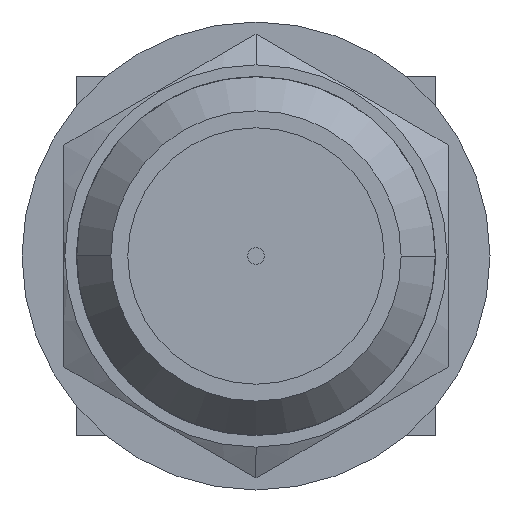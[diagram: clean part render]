
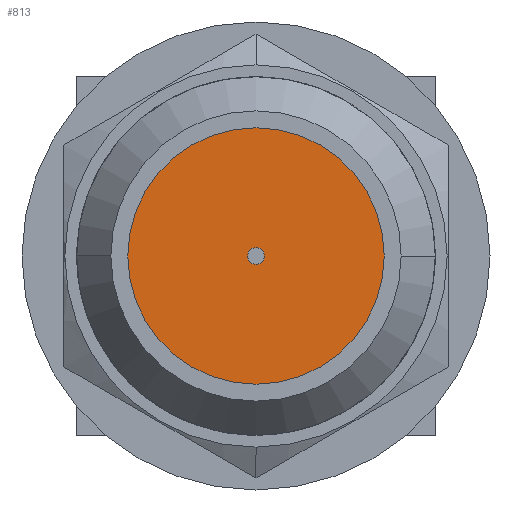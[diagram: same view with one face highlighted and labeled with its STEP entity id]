
A CAD part, left-side view. The second image highlights one B-rep face of the part: STEP entity #813.
In plain terms, the highlighted planar face has unit normal (-1, 0, 0).
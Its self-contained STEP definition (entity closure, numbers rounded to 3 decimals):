
#24 = CARTESIAN_POINT ( 'NONE',  ( -5.115, 0., 0. ) ) ;
#28 = CIRCLE ( 'NONE', #426, 0.15 ) ;
#413 = ORIENTED_EDGE ( 'NONE', *, *, #753, .T. ) ;
#426 = AXIS2_PLACEMENT_3D ( 'NONE', #820, #867, #1290 ) ;
#470 = DIRECTION ( 'NONE',  ( -1., 0., 0. ) ) ;
#498 = EDGE_CURVE ( 'NONE', #3805, #1442, #28, .T. ) ;
#588 = ORIENTED_EDGE ( 'NONE', *, *, #498, .F. ) ;
#651 = DIRECTION ( 'NONE',  ( 0., -1., 0. ) ) ;
#728 = AXIS2_PLACEMENT_3D ( 'NONE', #3604, #2918, #651 ) ;
#753 = EDGE_CURVE ( 'NONE', #1007, #3108, #1832, .T. ) ;
#788 = PLANE ( 'NONE',  #984 ) ;
#812 = DIRECTION ( 'NONE',  ( 0., -1., 0. ) ) ;
#813 = ADVANCED_FACE ( 'NONE', ( #886, #1181 ), #788, .T. ) ;
#820 = CARTESIAN_POINT ( 'NONE',  ( -5.115, 0., 0. ) ) ;
#867 = DIRECTION ( 'NONE',  ( -1., 0., 0. ) ) ;
#886 = FACE_BOUND ( 'NONE', #1897, .T. ) ;
#984 = AXIS2_PLACEMENT_3D ( 'NONE', #1255, #470, #2353 ) ;
#1007 = VERTEX_POINT ( 'NONE', #3132 ) ;
#1181 = FACE_OUTER_BOUND ( 'NONE', #2131, .T. ) ;
#1223 = CARTESIAN_POINT ( 'NONE',  ( -5.115, -0.15, 0. ) ) ;
#1255 = CARTESIAN_POINT ( 'NONE',  ( -5.115, 0., 0. ) ) ;
#1290 = DIRECTION ( 'NONE',  ( 0., -1., 0. ) ) ;
#1442 = VERTEX_POINT ( 'NONE', #1223 ) ;
#1706 = ORIENTED_EDGE ( 'NONE', *, *, #4355, .F. ) ;
#1832 = CIRCLE ( 'NONE', #3306, 2.271 ) ;
#1897 = EDGE_LOOP ( 'NONE', ( #1706, #588 ) ) ;
#1907 = CARTESIAN_POINT ( 'NONE',  ( -5.115, 0., 0. ) ) ;
#2016 = AXIS2_PLACEMENT_3D ( 'NONE', #24, #2276, #3394 ) ;
#2131 = EDGE_LOOP ( 'NONE', ( #413, #3544 ) ) ;
#2210 = CIRCLE ( 'NONE', #728, 2.271 ) ;
#2276 = DIRECTION ( 'NONE',  ( -1., 0., 0. ) ) ;
#2353 = DIRECTION ( 'NONE',  ( 0., -1., 0. ) ) ;
#2802 = CIRCLE ( 'NONE', #2016, 0.15 ) ;
#2918 = DIRECTION ( 'NONE',  ( -1., 0., 0. ) ) ;
#3108 = VERTEX_POINT ( 'NONE', #4020 ) ;
#3132 = CARTESIAN_POINT ( 'NONE',  ( -5.115, -2.271, 0. ) ) ;
#3211 = EDGE_CURVE ( 'NONE', #3108, #1007, #2210, .T. ) ;
#3222 = CARTESIAN_POINT ( 'NONE',  ( -5.115, 0.15, 0. ) ) ;
#3306 = AXIS2_PLACEMENT_3D ( 'NONE', #1907, #3763, #812 ) ;
#3394 = DIRECTION ( 'NONE',  ( 0., -1., 0. ) ) ;
#3544 = ORIENTED_EDGE ( 'NONE', *, *, #3211, .T. ) ;
#3604 = CARTESIAN_POINT ( 'NONE',  ( -5.115, 0., 0. ) ) ;
#3763 = DIRECTION ( 'NONE',  ( -1., 0., 0. ) ) ;
#3805 = VERTEX_POINT ( 'NONE', #3222 ) ;
#4020 = CARTESIAN_POINT ( 'NONE',  ( -5.115, 2.271, 0. ) ) ;
#4355 = EDGE_CURVE ( 'NONE', #1442, #3805, #2802, .T. ) ;
